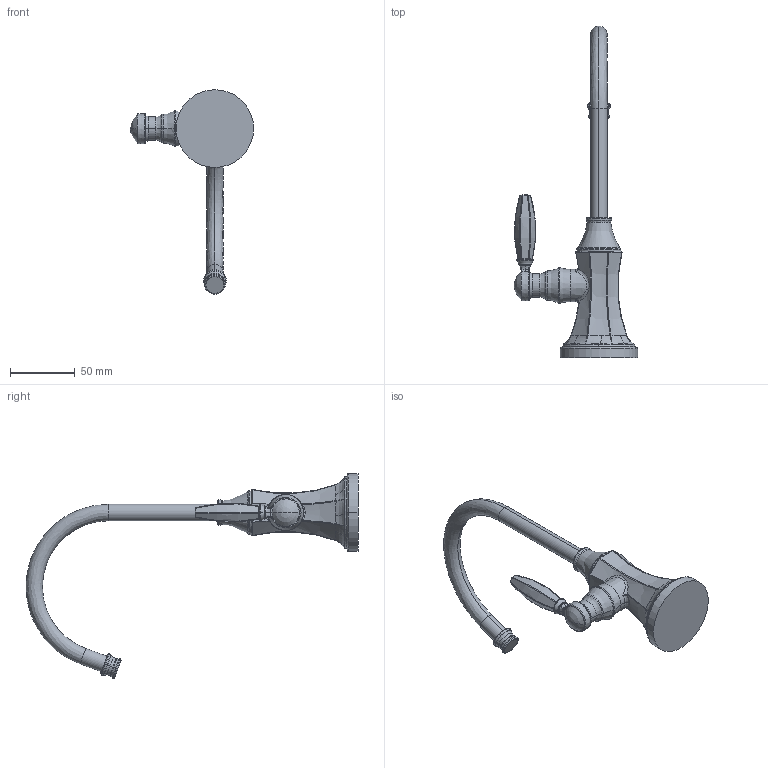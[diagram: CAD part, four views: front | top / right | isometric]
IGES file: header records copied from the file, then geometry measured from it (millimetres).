
Start section:  PTC IGES file: 1200-5623.igs
Global section: file name: 1200-5623.igs; native system: Creo Parametric by PTC Inc.; preprocessor: 2018400; author: jinson.thomas; organization: Unknown; date: 20210421.140459; units: inch
Bounding box: 95.25 x 256.27 x 157.86 mm (x, y, z)
Volume: 175643.4 mm3; surface area: 33303.8 mm2
Topology: 1 solids, 1 shells, 284 faces, 635 edges, 357 vertices
Faces by surface type: bspline 187, revolution 97
